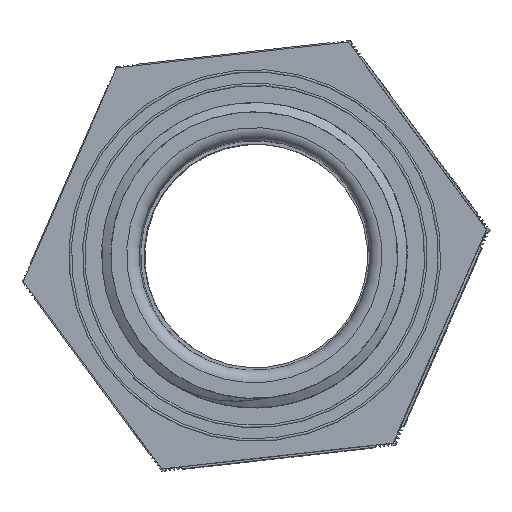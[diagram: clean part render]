
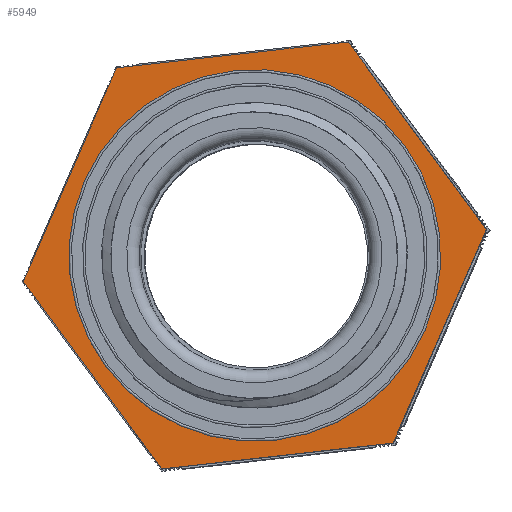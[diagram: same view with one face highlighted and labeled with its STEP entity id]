
A CAD part, top view. The second image highlights one B-rep face of the part: STEP entity #5949.
In plain terms, the highlighted face is planar.
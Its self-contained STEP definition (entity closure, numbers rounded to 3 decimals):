
#131=FACE_BOUND('',#1154,.T.);
#292=CIRCLE('',#6464,15.05);
#476=PLANE('',#6465);
#803=FACE_OUTER_BOUND('',#1153,.T.);
#1153=EDGE_LOOP('',(#4752,#4753,#4754,#4755,#4756,#4757));
#1154=EDGE_LOOP('',(#4758));
#1543=LINE('',#11748,#2074);
#1544=LINE('',#11750,#2075);
#1545=LINE('',#11752,#2076);
#1546=LINE('',#11754,#2077);
#1547=LINE('',#11756,#2078);
#1548=LINE('',#11757,#2079);
#2074=VECTOR('',#7574,10.);
#2075=VECTOR('',#7575,10.);
#2076=VECTOR('',#7576,10.);
#2077=VECTOR('',#7577,10.);
#2078=VECTOR('',#7578,10.);
#2079=VECTOR('',#7579,10.);
#2745=VERTEX_POINT('',#11743);
#2746=VERTEX_POINT('',#11746);
#2747=VERTEX_POINT('',#11747);
#2748=VERTEX_POINT('',#11749);
#2749=VERTEX_POINT('',#11751);
#2750=VERTEX_POINT('',#11753);
#2751=VERTEX_POINT('',#11755);
#3475=EDGE_CURVE('',#2745,#2745,#292,.T.);
#3476=EDGE_CURVE('',#2746,#2747,#1543,.T.);
#3477=EDGE_CURVE('',#2747,#2748,#1544,.T.);
#3478=EDGE_CURVE('',#2748,#2749,#1545,.T.);
#3479=EDGE_CURVE('',#2749,#2750,#1546,.T.);
#3480=EDGE_CURVE('',#2750,#2751,#1547,.T.);
#3481=EDGE_CURVE('',#2751,#2746,#1548,.T.);
#4752=ORIENTED_EDGE('',*,*,#3476,.T.);
#4753=ORIENTED_EDGE('',*,*,#3477,.T.);
#4754=ORIENTED_EDGE('',*,*,#3478,.T.);
#4755=ORIENTED_EDGE('',*,*,#3479,.T.);
#4756=ORIENTED_EDGE('',*,*,#3480,.T.);
#4757=ORIENTED_EDGE('',*,*,#3481,.T.);
#4758=ORIENTED_EDGE('',*,*,#3475,.T.);
#5949=ADVANCED_FACE('',(#803,#131),#476,.T.);
#6464=AXIS2_PLACEMENT_3D('',#11744,#7570,#7571);
#6465=AXIS2_PLACEMENT_3D('',#11745,#7572,#7573);
#7570=DIRECTION('center_axis',(0.,0.,-1.));
#7571=DIRECTION('ref_axis',(-1.,0.,0.));
#7572=DIRECTION('center_axis',(0.,0.,1.));
#7573=DIRECTION('ref_axis',(1.,0.,0.));
#7574=DIRECTION('',(0.501,-0.865,0.));
#7575=DIRECTION('',(1.,0.001,0.));
#7576=DIRECTION('',(0.499,0.867,0.));
#7577=DIRECTION('',(-0.501,0.865,0.));
#7578=DIRECTION('',(-1.,-0.001,0.));
#7579=DIRECTION('',(-0.499,-0.867,0.));
#11743=CARTESIAN_POINT('',(15.05,0.,18.63));
#11744=CARTESIAN_POINT('Origin',(0.,0.,18.63));
#11745=CARTESIAN_POINT('Origin',(0.,0.,18.63));
#11746=CARTESIAN_POINT('',(-18.862,-0.022,18.63));
#11747=CARTESIAN_POINT('',(-9.412,-16.346,18.63));
#11748=CARTESIAN_POINT('',(-9.412,-16.346,18.63));
#11749=CARTESIAN_POINT('',(9.45,-16.324,18.63));
#11750=CARTESIAN_POINT('',(9.45,-16.324,18.63));
#11751=CARTESIAN_POINT('',(18.862,0.022,18.63));
#11752=CARTESIAN_POINT('',(18.862,0.022,18.63));
#11753=CARTESIAN_POINT('',(9.412,16.346,18.63));
#11754=CARTESIAN_POINT('',(9.412,16.346,18.63));
#11755=CARTESIAN_POINT('',(-9.45,16.324,18.63));
#11756=CARTESIAN_POINT('',(-9.45,16.324,18.63));
#11757=CARTESIAN_POINT('',(-18.862,-0.022,18.63));
